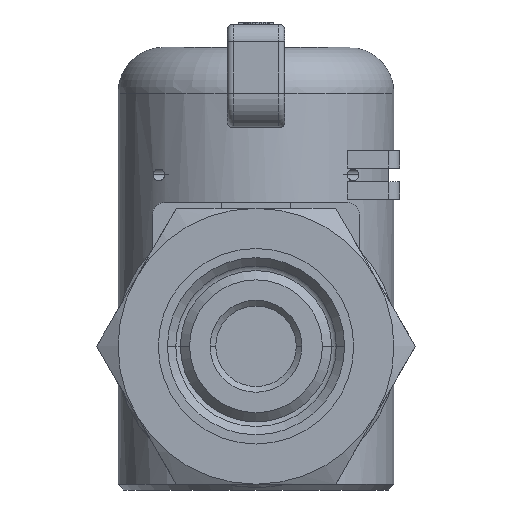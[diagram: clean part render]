
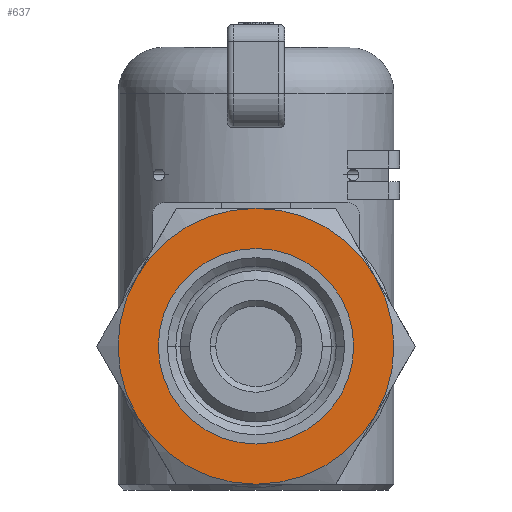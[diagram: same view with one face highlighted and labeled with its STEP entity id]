
A CAD part, front view. The second image highlights one B-rep face of the part: STEP entity #637.
In plain terms, the highlighted face is planar.
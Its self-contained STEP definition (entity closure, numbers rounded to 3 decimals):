
#393=CARTESIAN_POINT('',(17.837,5.73,19.5));
#394=VERTEX_POINT('',#393);
#403=CARTESIAN_POINT('',(34.837,5.73,19.5));
#404=VERTEX_POINT('',#403);
#405=CARTESIAN_POINT('',(26.337,5.73,19.5));
#406=DIRECTION('',(0.0,0.0,1.0));
#407=DIRECTION('',(-1.0,0.0,0.0));
#408=AXIS2_PLACEMENT_3D('',#405,#406,#407);
#409=CIRCLE('',#408,8.5);
#410=EDGE_CURVE('',#394,#404,#409,.T.);
#566=CARTESIAN_POINT('',(15.159,5.73,19.5));
#567=DIRECTION('',(0.0,0.0,-1.0));
#568=DIRECTION('',(-1.0,0.0,0.0));
#569=AXIS2_PLACEMENT_3D('',#566,#567,#568);
#570=PLANE('',#569);
#571=CARTESIAN_POINT('',(15.945,-0.27,19.5));
#572=VERTEX_POINT('',#571);
#573=CARTESIAN_POINT('',(26.337,-6.27,19.5));
#574=VERTEX_POINT('',#573);
#575=CARTESIAN_POINT('',(26.337,5.73,19.5));
#576=DIRECTION('',(0.0,0.0,1.0));
#577=DIRECTION('',(-1.0,0.0,0.0));
#578=AXIS2_PLACEMENT_3D('',#575,#576,#577);
#579=CIRCLE('',#578,12.0);
#580=EDGE_CURVE('',#572,#574,#579,.T.);
#581=ORIENTED_EDGE('',*,*,#580,.T.);
#582=CARTESIAN_POINT('',(36.729,-0.27,19.5));
#583=VERTEX_POINT('',#582);
#584=CARTESIAN_POINT('',(26.337,5.73,19.5));
#585=DIRECTION('',(0.0,0.0,1.0));
#586=DIRECTION('',(-1.0,0.0,0.0));
#587=AXIS2_PLACEMENT_3D('',#584,#585,#586);
#588=CIRCLE('',#587,12.0);
#589=EDGE_CURVE('',#574,#583,#588,.T.);
#590=ORIENTED_EDGE('',*,*,#589,.T.);
#591=CARTESIAN_POINT('',(36.729,11.73,19.5));
#592=VERTEX_POINT('',#591);
#593=CARTESIAN_POINT('',(26.337,5.73,19.5));
#594=DIRECTION('',(0.0,0.0,1.0));
#595=DIRECTION('',(-1.0,0.0,0.0));
#596=AXIS2_PLACEMENT_3D('',#593,#594,#595);
#597=CIRCLE('',#596,12.0);
#598=EDGE_CURVE('',#583,#592,#597,.T.);
#599=ORIENTED_EDGE('',*,*,#598,.T.);
#600=CARTESIAN_POINT('',(26.337,17.73,19.5));
#601=VERTEX_POINT('',#600);
#602=CARTESIAN_POINT('',(26.337,5.73,19.5));
#603=DIRECTION('',(0.0,0.0,1.0));
#604=DIRECTION('',(-1.0,0.0,0.0));
#605=AXIS2_PLACEMENT_3D('',#602,#603,#604);
#606=CIRCLE('',#605,12.0);
#607=EDGE_CURVE('',#592,#601,#606,.T.);
#608=ORIENTED_EDGE('',*,*,#607,.T.);
#609=CARTESIAN_POINT('',(15.945,11.73,19.5));
#610=VERTEX_POINT('',#609);
#611=CARTESIAN_POINT('',(26.337,5.73,19.5));
#612=DIRECTION('',(0.0,0.0,1.0));
#613=DIRECTION('',(-1.0,0.0,0.0));
#614=AXIS2_PLACEMENT_3D('',#611,#612,#613);
#615=CIRCLE('',#614,12.0);
#616=EDGE_CURVE('',#601,#610,#615,.T.);
#617=ORIENTED_EDGE('',*,*,#616,.T.);
#618=CARTESIAN_POINT('',(26.337,5.73,19.5));
#619=DIRECTION('',(0.0,0.0,1.0));
#620=DIRECTION('',(-1.0,0.0,0.0));
#621=AXIS2_PLACEMENT_3D('',#618,#619,#620);
#622=CIRCLE('',#621,12.0);
#623=EDGE_CURVE('',#610,#572,#622,.T.);
#624=ORIENTED_EDGE('',*,*,#623,.T.);
#625=EDGE_LOOP('',(#581,#590,#599,#608,#617,#624));
#626=FACE_OUTER_BOUND('',#625,.T.);
#627=ORIENTED_EDGE('',*,*,#410,.F.);
#628=CARTESIAN_POINT('',(26.337,5.73,19.5));
#629=DIRECTION('',(0.0,0.0,1.0));
#630=DIRECTION('',(-1.0,0.0,0.0));
#631=AXIS2_PLACEMENT_3D('',#628,#629,#630);
#632=CIRCLE('',#631,8.5);
#633=EDGE_CURVE('',#404,#394,#632,.T.);
#634=ORIENTED_EDGE('',*,*,#633,.F.);
#635=EDGE_LOOP('',(#627,#634));
#636=FACE_BOUND('',#635,.T.);
#637=ADVANCED_FACE('',(#626,#636),#570,.F.);
